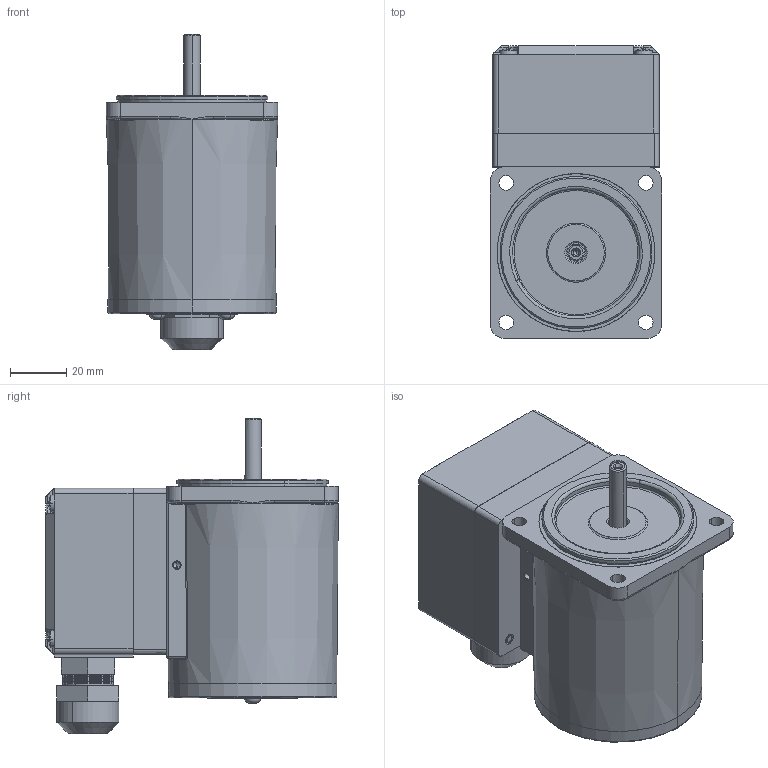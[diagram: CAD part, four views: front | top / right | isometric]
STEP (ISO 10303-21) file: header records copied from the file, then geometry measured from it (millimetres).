
FILE_DESCRIPTION (( 'STEP AP203' ), '1' );
FILE_NAME ('2RK6A-¡¼Ts-5C110¡¼4000Z0.STEP', '2017-12-29T05:46:38', ( '' ), ( '' ), 'SwSTEP 2.0', 'SolidWorks 2010', '' );
FILE_SCHEMA (( 'CONFIG_CONTROL_DESIGN' ));
Length unit declared in the file: millimetre
Products named in the file (12): 成品180度; Ts下蓋; 彈簧壓板M2φ32x1t_Default; 丸頭十字螺絲M3x6_B18.6.7M - M3 x 0.5 x 8 Type I Cross Recessed PHMS --8C; 2RK6A-〖Ts-5C110〖4000Z0; M206Ts-RK_2.成品; C254_Default; 06A_0成品; Ts下墊片; Ts上蓋; 出線頭 Ver.2; 圓頭十字螺絲 M3 x 40 --40N_JIS B 1111 Binding head screw M3 x 40 --40N
Assembly tree (15 placements, depth 3):
  2RK6A-〖Ts-5C110〖4000Z0
    彈簧壓板M2φ32x1t_Default
    丸頭十字螺絲M3x6_B18.6.7M - M3 x 0.5 x 8 Type I Cross Recessed PHMS --8C  x2
    C254_Default
    06A_0成品
    M206Ts-RK_2.成品
    成品180度
      Ts下墊片
      Ts下蓋
      圓頭十字螺絲 M3 x 40 --40N_JIS B 1111 Binding head screw M3 x 40 --40N  x4
      出線頭 Ver.2
      Ts上蓋
Bounding box: 60.8 x 103.8 x 111.75 mm (x, y, z)
Volume: 218754.1 mm3; surface area: 79314.2 mm2
Topology: 14 solids, 14 shells, 2520 faces, 6563 edges, 4090 vertices
Faces by surface type: cone 1356, cylinder 856, plane 241, torus 39, sphere 14, bspline 14
Entity records: 32746 total; most frequent: CARTESIAN_POINT 6852, DIRECTION 5700, ORIENTED_EDGE 4922, EDGE_CURVE 2461, AXIS2_PLACEMENT_3D 2345, VERTEX_POINT 1537, CIRCLE 1361, EDGE_LOOP 1070
